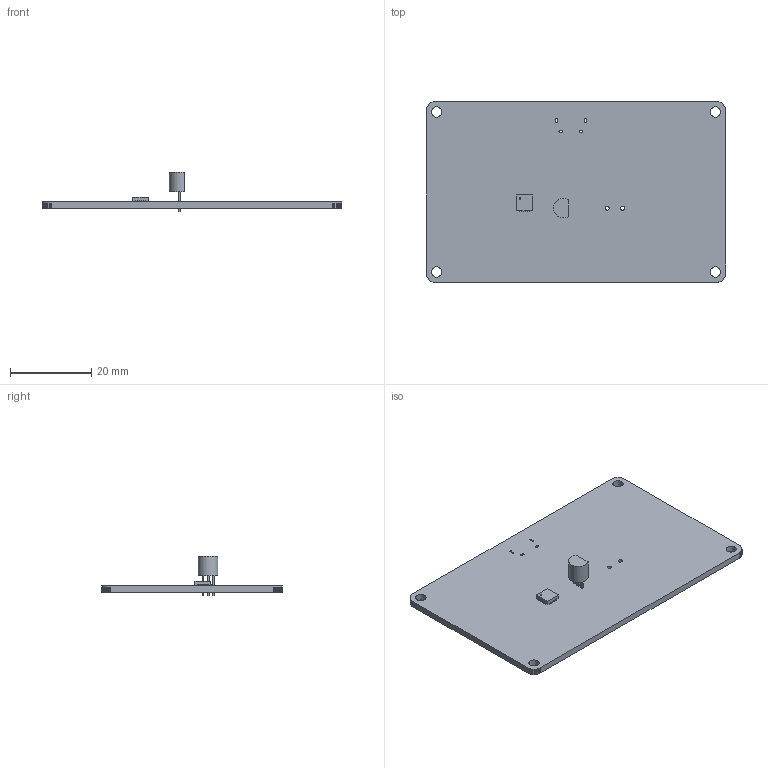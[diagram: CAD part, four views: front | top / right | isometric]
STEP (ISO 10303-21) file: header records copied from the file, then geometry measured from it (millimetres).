
FILE_DESCRIPTION(('KiCad electronic assembly'),'2;1');
FILE_NAME('pcb.step','2024-11-19T16:51:21',('Pcbnew'),('Kicad'), 'Open CASCADE STEP processor 7.7','KiCad to STEP converter','Unknown' );
FILE_SCHEMA(('AUTOMOTIVE_DESIGN { 1 0 10303 214 1 1 1 1 }'));
Length unit declared in the file: millimetre
Products named in the file (6): pcb 1; TO-92_Inline; TO-92_Inline_Narrow; QFN-24-1EP_4x4mm_P0.5mm_EP2.7x2.6mm; QFN_24_1EP_4x4mm_P05mm_EP27x26mm; _autosave-pcb PCB
Assembly tree (5 placements, depth 3):
  pcb 1
    TO-92_Inline
      TO-92_Inline_Narrow
    QFN-24-1EP_4x4mm_P0.5mm_EP2.7x2.6mm
      QFN_24_1EP_4x4mm_P05mm_EP27x26mm
    _autosave-pcb PCB
Bounding box: 73.73 x 44.52 x 9.8 mm (x, y, z)
Volume: 5294.6 mm3; surface area: 7140.2 mm2
Topology: 3 solids, 3 shells, 312 faces, 903 edges, 602 vertices
Faces by surface type: plane 301, cylinder 11
Full cylindrical faces by diameter (mm): 0.4 x1, 0.75 x3, 1 x2, 2.54 x4
Entity records: 23140 total; most frequent: CARTESIAN_POINT 3899, DIRECTION 3202, LINE 2521, VECTOR 2521, ORIENTED_EDGE 1806, PCURVE 1806, DEFINITIONAL_REPRESENTATION 1806, EDGE_CURVE 903
